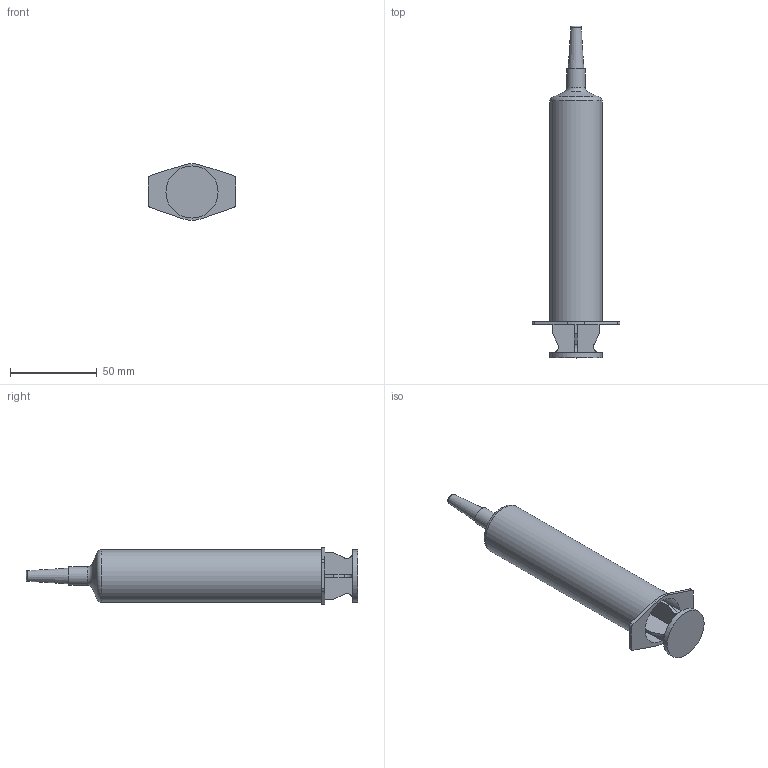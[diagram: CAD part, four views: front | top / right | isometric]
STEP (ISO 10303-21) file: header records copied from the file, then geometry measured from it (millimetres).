
FILE_DESCRIPTION(/* description */ (''),/* implementation_level */ '2;1');
FILE_NAME(/* name */ 'Mecanismo Bomba v1 v1.step',/* time_stamp */ '2018-01-29T21:24:00+01:00',/* author */ ('mad14ila'),/* organization */ (''),/* preprocessor_version */ 'ST-DEVELOPER v16.13',/* originating_system */ 'Autodesk Translation Framework v6.5.0.72',/* authorisation */ '');
FILE_SCHEMA (('AUTOMOTIVE_DESIGN { 1 0 10303 214 3 1 1 }'));
Length unit declared in the file: millimetre
Products named in the file (1): Mecanismo Bomba v1
Bounding box: 50.5 x 191 x 32.6 mm (x, y, z)
Volume: 35198.4 mm3; surface area: 48786.5 mm2
Topology: 3 solids, 3 shells, 93 faces, 243 edges, 164 vertices
Faces by surface type: plane 55, cylinder 15, cone 12, torus 10, sphere 1
Full cylindrical faces by diameter (mm): 10.5 x1, 16.8 x1, 26 x1, 27 x3, 28 x1, 30 x2
Entity records: 3039 total; most frequent: CARTESIAN_POINT 629, DIRECTION 513, ORIENTED_EDGE 486, EDGE_CURVE 243, AXIS2_PLACEMENT_3D 196, VERTEX_POINT 164, LINE 121, VECTOR 121
